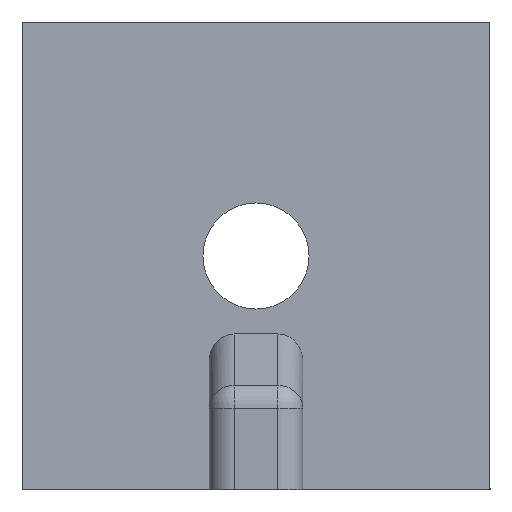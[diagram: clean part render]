
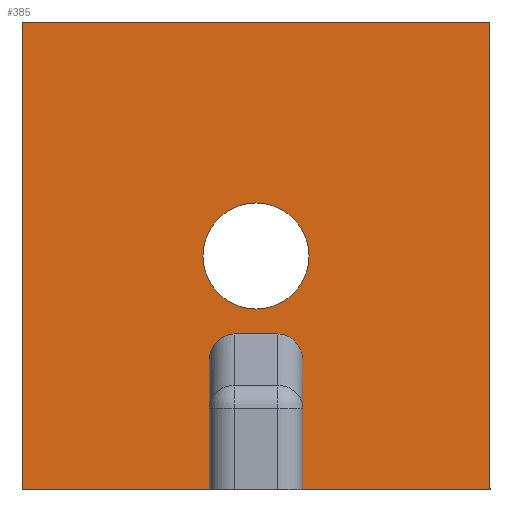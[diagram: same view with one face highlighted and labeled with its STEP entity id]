
A CAD part, left-side view. The second image highlights one B-rep face of the part: STEP entity #385.
In plain terms, the highlighted planar face has unit normal (-1, 0, 0).
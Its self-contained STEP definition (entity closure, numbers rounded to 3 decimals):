
#31=FACE_BOUND('',#166,.T.);
#42=PLANE('',#444);
#54=LINE('',#624,#84);
#57=LINE('',#631,#87);
#61=LINE('',#638,#91);
#62=LINE('',#642,#92);
#63=LINE('',#644,#93);
#69=LINE('',#676,#99);
#71=LINE('',#679,#101);
#72=LINE('',#681,#102);
#84=VECTOR('',#503,10.);
#87=VECTOR('',#510,10.);
#91=VECTOR('',#514,10.);
#92=VECTOR('',#519,10.);
#93=VECTOR('',#522,10.);
#99=VECTOR('',#560,10.);
#101=VECTOR('',#564,10.);
#102=VECTOR('',#567,10.);
#103=ELLIPSE('',#408,0.883,0.8);
#104=ELLIPSE('',#414,0.883,0.8);
#139=FACE_OUTER_BOUND('',#165,.T.);
#165=EDGE_LOOP('',(#351,#352,#353,#354,#355,#356,#357,#358,#359,#360));
#166=EDGE_LOOP('',(#361));
#179=CIRCLE('',#432,1.7);
#184=VERTEX_POINT('',#588);
#185=VERTEX_POINT('',#589);
#189=VERTEX_POINT('',#601);
#190=VERTEX_POINT('',#602);
#195=VERTEX_POINT('',#622);
#196=VERTEX_POINT('',#628);
#197=VERTEX_POINT('',#630);
#200=VERTEX_POINT('',#636);
#205=VERTEX_POINT('',#655);
#210=VERTEX_POINT('',#673);
#211=VERTEX_POINT('',#675);
#215=EDGE_CURVE('',#184,#185,#103,.F.);
#221=EDGE_CURVE('',#189,#190,#104,.F.);
#233=EDGE_CURVE('',#184,#195,#54,.T.);
#236=EDGE_CURVE('',#197,#196,#57,.T.);
#240=EDGE_CURVE('',#195,#200,#61,.T.);
#242=EDGE_CURVE('',#196,#190,#62,.T.);
#243=EDGE_CURVE('',#189,#185,#63,.T.);
#249=EDGE_CURVE('',#205,#205,#179,.T.);
#258=EDGE_CURVE('',#211,#210,#69,.T.);
#260=EDGE_CURVE('',#210,#197,#71,.T.);
#261=EDGE_CURVE('',#200,#211,#72,.T.);
#351=ORIENTED_EDGE('',*,*,#233,.T.);
#352=ORIENTED_EDGE('',*,*,#240,.T.);
#353=ORIENTED_EDGE('',*,*,#261,.T.);
#354=ORIENTED_EDGE('',*,*,#258,.T.);
#355=ORIENTED_EDGE('',*,*,#260,.T.);
#356=ORIENTED_EDGE('',*,*,#236,.T.);
#357=ORIENTED_EDGE('',*,*,#242,.T.);
#358=ORIENTED_EDGE('',*,*,#221,.F.);
#359=ORIENTED_EDGE('',*,*,#243,.T.);
#360=ORIENTED_EDGE('',*,*,#215,.F.);
#361=ORIENTED_EDGE('',*,*,#249,.F.);
#385=ADVANCED_FACE('',(#139,#31),#42,.T.);
#408=AXIS2_PLACEMENT_3D('',#590,#466,#467);
#414=AXIS2_PLACEMENT_3D('',#603,#480,#481);
#432=AXIS2_PLACEMENT_3D('',#657,#537,#538);
#444=AXIS2_PLACEMENT_3D('',#682,#568,#569);
#466=DIRECTION('center_axis',(1.,0.,0.));
#467=DIRECTION('ref_axis',(0.,0.,-1.));
#480=DIRECTION('center_axis',(1.,0.,0.));
#481=DIRECTION('ref_axis',(0.,0.,-1.));
#503=DIRECTION('',(0.,0.,1.));
#510=DIRECTION('',(0.,1.,0.));
#514=DIRECTION('',(0.,1.,0.));
#519=DIRECTION('',(0.,0.,-1.));
#522=DIRECTION('',(0.,1.,0.));
#537=DIRECTION('center_axis',(-1.,0.,0.));
#538=DIRECTION('ref_axis',(0.,-1.,0.));
#560=DIRECTION('',(0.,-1.,0.));
#564=DIRECTION('',(0.,0.,1.));
#567=DIRECTION('',(0.,0.,-1.));
#568=DIRECTION('center_axis',(-1.,0.,0.));
#569=DIRECTION('ref_axis',(0.,1.,0.));
#588=CARTESIAN_POINT('',(0.,9.,-4.117));
#589=CARTESIAN_POINT('',(0.,8.2,-5.));
#590=CARTESIAN_POINT('Origin',(0.,8.2,-4.117));
#601=CARTESIAN_POINT('',(0.,6.8,-5.));
#602=CARTESIAN_POINT('',(0.,6.,-4.117));
#603=CARTESIAN_POINT('Origin',(0.,6.8,-4.117));
#622=CARTESIAN_POINT('',(0.,9.,0.));
#624=CARTESIAN_POINT('',(0.,9.,-3.75));
#628=CARTESIAN_POINT('',(0.,6.,0.));
#630=CARTESIAN_POINT('',(0.,0.,0.));
#631=CARTESIAN_POINT('',(0.,0.,0.));
#636=CARTESIAN_POINT('',(0.,15.,0.));
#638=CARTESIAN_POINT('',(0.,0.,0.));
#642=CARTESIAN_POINT('',(0.,6.,-6.25));
#644=CARTESIAN_POINT('',(0.,8.25,-5.));
#655=CARTESIAN_POINT('',(0.,9.2,-7.5));
#657=CARTESIAN_POINT('Origin',(0.,7.5,-7.5));
#673=CARTESIAN_POINT('',(0.,0.,-15.));
#675=CARTESIAN_POINT('',(0.,15.,-15.));
#676=CARTESIAN_POINT('',(0.,15.,-15.));
#679=CARTESIAN_POINT('',(0.,0.,-15.));
#681=CARTESIAN_POINT('',(0.,15.,0.));
#682=CARTESIAN_POINT('Origin',(0.,7.5,-7.5));
